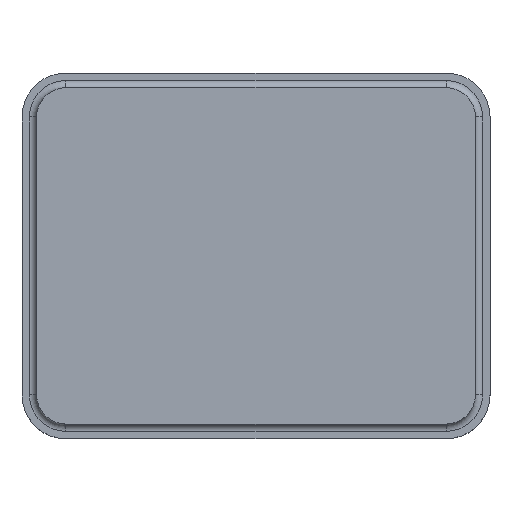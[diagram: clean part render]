
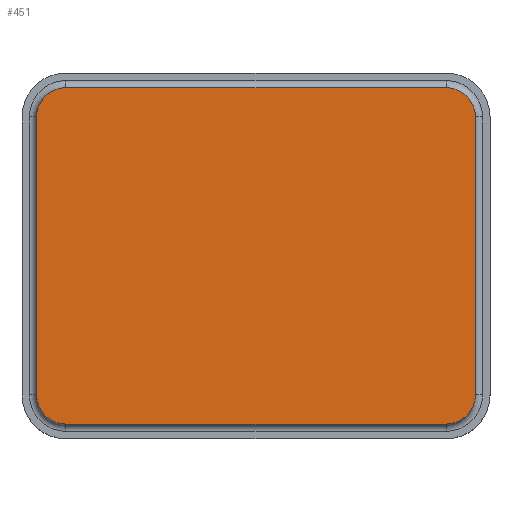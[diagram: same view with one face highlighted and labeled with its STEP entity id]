
A CAD part, top view. The second image highlights one B-rep face of the part: STEP entity #451.
In plain terms, the highlighted planar face has unit normal (0, 0, 1).
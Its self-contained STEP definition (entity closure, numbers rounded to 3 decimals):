
#23=PLANE('',#518);
#52=FACE_OUTER_BOUND('',#80,.T.);
#80=EDGE_LOOP('',(#386,#387,#388,#389,#390,#391,#392,#393));
#97=LINE('',#732,#133);
#100=LINE('',#740,#136);
#106=LINE('',#762,#142);
#108=LINE('',#768,#144);
#133=VECTOR('',#593,10.);
#136=VECTOR('',#602,10.);
#142=VECTOR('',#620,10.);
#144=VECTOR('',#628,10.);
#174=CIRCLE('',#496,0.2);
#175=CIRCLE('',#499,0.2);
#180=CIRCLE('',#508,0.2);
#181=CIRCLE('',#511,0.2);
#202=VERTEX_POINT('',#724);
#203=VERTEX_POINT('',#726);
#204=VERTEX_POINT('',#730);
#205=VERTEX_POINT('',#734);
#206=VERTEX_POINT('',#738);
#215=VERTEX_POINT('',#759);
#216=VERTEX_POINT('',#761);
#217=VERTEX_POINT('',#767);
#251=EDGE_CURVE('',#203,#202,#174,.T.);
#254=EDGE_CURVE('',#202,#204,#97,.T.);
#256=EDGE_CURVE('',#204,#205,#175,.T.);
#258=EDGE_CURVE('',#205,#206,#100,.T.);
#268=EDGE_CURVE('',#216,#215,#106,.T.);
#270=EDGE_CURVE('',#206,#216,#180,.T.);
#271=EDGE_CURVE('',#217,#203,#108,.T.);
#273=EDGE_CURVE('',#215,#217,#181,.T.);
#386=ORIENTED_EDGE('',*,*,#268,.T.);
#387=ORIENTED_EDGE('',*,*,#273,.T.);
#388=ORIENTED_EDGE('',*,*,#271,.T.);
#389=ORIENTED_EDGE('',*,*,#251,.T.);
#390=ORIENTED_EDGE('',*,*,#254,.T.);
#391=ORIENTED_EDGE('',*,*,#256,.T.);
#392=ORIENTED_EDGE('',*,*,#258,.T.);
#393=ORIENTED_EDGE('',*,*,#270,.T.);
#451=ADVANCED_FACE('',(#52),#23,.T.);
#496=AXIS2_PLACEMENT_3D('',#727,#587,#588);
#499=AXIS2_PLACEMENT_3D('',#736,#597,#598);
#508=AXIS2_PLACEMENT_3D('',#765,#624,#625);
#511=AXIS2_PLACEMENT_3D('',#771,#632,#633);
#518=AXIS2_PLACEMENT_3D('',#790,#653,#654);
#587=DIRECTION('center_axis',(0.,0.,1.));
#588=DIRECTION('ref_axis',(-1.,0.,0.));
#593=DIRECTION('',(1.,0.,0.));
#597=DIRECTION('center_axis',(0.,0.,1.));
#598=DIRECTION('ref_axis',(0.,-1.,0.));
#602=DIRECTION('',(0.,1.,0.));
#620=DIRECTION('',(-1.,0.,0.));
#624=DIRECTION('center_axis',(0.,0.,1.));
#625=DIRECTION('ref_axis',(1.,0.,0.));
#628=DIRECTION('',(0.,-1.,0.));
#632=DIRECTION('center_axis',(0.,0.,1.));
#633=DIRECTION('ref_axis',(0.,1.,0.));
#653=DIRECTION('center_axis',(0.,0.,1.));
#654=DIRECTION('ref_axis',(1.,0.,0.));
#724=CARTESIAN_POINT('',(-1.3,-1.15,0.7));
#726=CARTESIAN_POINT('',(-1.5,-0.95,0.7));
#727=CARTESIAN_POINT('Origin',(-1.3,-0.95,0.7));
#730=CARTESIAN_POINT('',(1.3,-1.15,0.7));
#732=CARTESIAN_POINT('',(-0.65,-1.15,0.7));
#734=CARTESIAN_POINT('',(1.5,-0.95,0.7));
#736=CARTESIAN_POINT('Origin',(1.3,-0.95,0.7));
#738=CARTESIAN_POINT('',(1.5,0.95,0.7));
#740=CARTESIAN_POINT('',(1.5,-0.475,0.7));
#759=CARTESIAN_POINT('',(-1.3,1.15,0.7));
#761=CARTESIAN_POINT('',(1.3,1.15,0.7));
#762=CARTESIAN_POINT('',(0.65,1.15,0.7));
#765=CARTESIAN_POINT('Origin',(1.3,0.95,0.7));
#767=CARTESIAN_POINT('',(-1.5,0.95,0.7));
#768=CARTESIAN_POINT('',(-1.5,0.475,0.7));
#771=CARTESIAN_POINT('Origin',(-1.3,0.95,0.7));
#790=CARTESIAN_POINT('Origin',(0.,0.,0.7));
